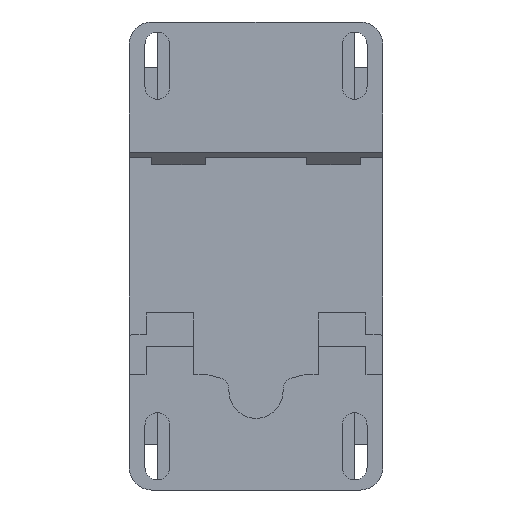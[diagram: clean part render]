
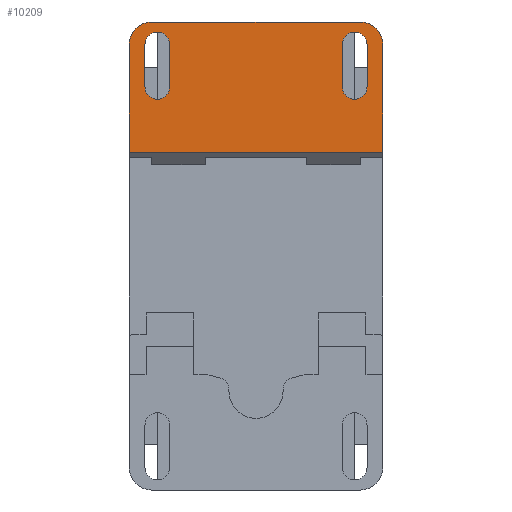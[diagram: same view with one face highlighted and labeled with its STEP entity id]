
A CAD part, front view. The second image highlights one B-rep face of the part: STEP entity #10209.
In plain terms, the highlighted planar face has unit normal (0, -1, 0).
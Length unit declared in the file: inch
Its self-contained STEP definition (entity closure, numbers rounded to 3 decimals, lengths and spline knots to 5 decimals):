
#93 = ORIENTED_EDGE ( 'NONE', *, *, #13563, .T. ) ;
#415 = CARTESIAN_POINT ( 'NONE',  ( -0.77559, -3.12205, 1.1811 ) ) ;
#465 = VERTEX_POINT ( 'NONE', #25359 ) ;
#780 = ORIENTED_EDGE ( 'NONE', *, *, #21039, .F. ) ;
#815 = VERTEX_POINT ( 'NONE', #18560 ) ;
#878 = CIRCLE ( 'NONE', #26845, 0.08661 ) ;
#1024 = DIRECTION ( 'NONE',  ( 0., 0., 1. ) ) ;
#1153 = EDGE_CURVE ( 'NONE', #12982, #465, #17655, .T. ) ;
#1269 = DIRECTION ( 'NONE',  ( 0., 0., -1. ) ) ;
#1412 = VECTOR ( 'NONE', #6010, 39.37008 ) ;
#1549 = VERTEX_POINT ( 'NONE', #23749 ) ;
#2332 = DIRECTION ( 'NONE',  ( 0., 0., 1. ) ) ;
#3058 = CARTESIAN_POINT ( 'NONE',  ( -0.88583, -3.12205, 0.72442 ) ) ;
#3434 = DIRECTION ( 'NONE',  ( 0., 1., 0. ) ) ;
#3478 = FACE_OUTER_BOUND ( 'NONE', #22203, .T. ) ;
#3480 = LINE ( 'NONE', #415, #1412 ) ;
#3725 = ORIENTED_EDGE ( 'NONE', *, *, #9024, .T. ) ;
#3737 = CIRCLE ( 'NONE', #23924, 0.08661 ) ;
#4628 = ORIENTED_EDGE ( 'NONE', *, *, #9170, .T. ) ;
#4660 = DIRECTION ( 'NONE',  ( 0., 0., 1. ) ) ;
#5887 = ORIENTED_EDGE ( 'NONE', *, *, #1153, .T. ) ;
#5913 = EDGE_CURVE ( 'NONE', #1549, #12484, #23141, .T. ) ;
#5962 = CARTESIAN_POINT ( 'NONE',  ( -0.60236, -3.12205, 1.1811 ) ) ;
#6010 = DIRECTION ( 'NONE',  ( 0., 0., 1. ) ) ;
#6721 = CARTESIAN_POINT ( 'NONE',  ( 0.77559, -3.12205, 1.47638 ) ) ;
#7138 = AXIS2_PLACEMENT_3D ( 'NONE', #16676, #30018, #22270 ) ;
#7347 = AXIS2_PLACEMENT_3D ( 'NONE', #16149, #3434, #27139 ) ;
#7395 = CIRCLE ( 'NONE', #12602, 0.08661 ) ;
#7571 = CARTESIAN_POINT ( 'NONE',  ( 0.88583, -3.12205, 1.63386 ) ) ;
#8114 = VERTEX_POINT ( 'NONE', #13801 ) ;
#8159 = EDGE_CURVE ( 'NONE', #31139, #1549, #31593, .T. ) ;
#8655 = ORIENTED_EDGE ( 'NONE', *, *, #19240, .T. ) ;
#8731 = DIRECTION ( 'NONE',  ( 0., 0., 1. ) ) ;
#9024 = EDGE_CURVE ( 'NONE', #12484, #12982, #7395, .T. ) ;
#9104 = DIRECTION ( 'NONE',  ( 0., 0., -1. ) ) ;
#9170 = EDGE_CURVE ( 'NONE', #815, #20676, #32769, .T. ) ;
#9362 = LINE ( 'NONE', #34465, #12301 ) ;
#9522 = CARTESIAN_POINT ( 'NONE',  ( 0.60236, -3.12205, 1.1811 ) ) ;
#9801 = CARTESIAN_POINT ( 'NONE',  ( -0.72835, -3.12205, 1.47638 ) ) ;
#9965 = ORIENTED_EDGE ( 'NONE', *, *, #24421, .F. ) ;
#10166 = CIRCLE ( 'NONE', #31508, 0.15748 ) ;
#10209 = ADVANCED_FACE ( 'NONE', ( #17228, #17040, #3478 ), #27843, .T. ) ;
#10468 = EDGE_CURVE ( 'NONE', #16460, #13466, #22418, .T. ) ;
#10623 = CARTESIAN_POINT ( 'NONE',  ( 0.72835, -3.12205, 1.47638 ) ) ;
#10674 = CARTESIAN_POINT ( 'NONE',  ( -0.68898, -3.12205, 1.47638 ) ) ;
#11455 = CARTESIAN_POINT ( 'NONE',  ( 0.68898, -3.12205, 1.1811 ) ) ;
#11676 = AXIS2_PLACEMENT_3D ( 'NONE', #28043, #11813, #9104 ) ;
#11771 = VECTOR ( 'NONE', #22373, 39.37008 ) ;
#11813 = DIRECTION ( 'NONE',  ( 0., -1., 0. ) ) ;
#12120 = VECTOR ( 'NONE', #1024, 39.37008 ) ;
#12165 = ORIENTED_EDGE ( 'NONE', *, *, #30163, .T. ) ;
#12301 = VECTOR ( 'NONE', #28487, 39.37008 ) ;
#12328 = CARTESIAN_POINT ( 'NONE',  ( -0.68898, -3.12205, 1.56299 ) ) ;
#12484 = VERTEX_POINT ( 'NONE', #27838 ) ;
#12538 = LINE ( 'NONE', #20159, #28500 ) ;
#12602 = AXIS2_PLACEMENT_3D ( 'NONE', #11455, #17031, #8731 ) ;
#12982 = VERTEX_POINT ( 'NONE', #21123 ) ;
#13346 = CARTESIAN_POINT ( 'NONE',  ( -0.88583, -3.12205, 1.63386 ) ) ;
#13350 = ORIENTED_EDGE ( 'NONE', *, *, #10468, .T. ) ;
#13466 = VERTEX_POINT ( 'NONE', #21925 ) ;
#13563 = EDGE_CURVE ( 'NONE', #8114, #21987, #3480, .T. ) ;
#13801 = CARTESIAN_POINT ( 'NONE',  ( -0.77559, -3.12205, 1.1811 ) ) ;
#14056 = ORIENTED_EDGE ( 'NONE', *, *, #24718, .T. ) ;
#14852 = ORIENTED_EDGE ( 'NONE', *, *, #26478, .T. ) ;
#14886 = ORIENTED_EDGE ( 'NONE', *, *, #21519, .T. ) ;
#15110 = DIRECTION ( 'NONE',  ( 0., 0., 1. ) ) ;
#15701 = CARTESIAN_POINT ( 'NONE',  ( -0.68898, -3.12205, 1.47638 ) ) ;
#16149 = CARTESIAN_POINT ( 'NONE',  ( 0.68898, -3.12205, 1.47638 ) ) ;
#16328 = EDGE_LOOP ( 'NONE', ( #8655, #93, #23858, #23795, #14886 ) ) ;
#16381 = ORIENTED_EDGE ( 'NONE', *, *, #5913, .T. ) ;
#16460 = VERTEX_POINT ( 'NONE', #25347 ) ;
#16676 = CARTESIAN_POINT ( 'NONE',  ( -0.68898, -3.12205, 1.1811 ) ) ;
#17031 = DIRECTION ( 'NONE',  ( 0., 1., 0. ) ) ;
#17040 = FACE_BOUND ( 'NONE', #19783, .T. ) ;
#17107 = VERTEX_POINT ( 'NONE', #24195 ) ;
#17228 = FACE_BOUND ( 'NONE', #16328, .T. ) ;
#17655 = LINE ( 'NONE', #9522, #12120 ) ;
#18560 = CARTESIAN_POINT ( 'NONE',  ( -0.72835, -3.12205, 1.63386 ) ) ;
#18960 = DIRECTION ( 'NONE',  ( 0., 0., -1. ) ) ;
#19240 = EDGE_CURVE ( 'NONE', #24245, #8114, #22717, .T. ) ;
#19783 = EDGE_LOOP ( 'NONE', ( #14852, #29640, #16381, #3725, #5887 ) ) ;
#19811 = CARTESIAN_POINT ( 'NONE',  ( 0.68898, -3.12205, 1.47638 ) ) ;
#20159 = CARTESIAN_POINT ( 'NONE',  ( -0.60236, -3.12205, 1.47638 ) ) ;
#20179 = DIRECTION ( 'NONE',  ( 0., 1., 0. ) ) ;
#20582 = VERTEX_POINT ( 'NONE', #31661 ) ;
#20676 = VERTEX_POINT ( 'NONE', #29815 ) ;
#20807 = DIRECTION ( 'NONE',  ( 0., -1., 0. ) ) ;
#21039 = EDGE_CURVE ( 'NONE', #815, #34603, #27403, .T. ) ;
#21123 = CARTESIAN_POINT ( 'NONE',  ( 0.60236, -3.12205, 1.1811 ) ) ;
#21516 = VECTOR ( 'NONE', #18960, 39.37008 ) ;
#21519 = EDGE_CURVE ( 'NONE', #20582, #24245, #12538, .T. ) ;
#21640 = DIRECTION ( 'NONE',  ( 0., -1., 0. ) ) ;
#21925 = CARTESIAN_POINT ( 'NONE',  ( 0.88583, -3.12205, 0.72442 ) ) ;
#21987 = VERTEX_POINT ( 'NONE', #26368 ) ;
#22004 = EDGE_CURVE ( 'NONE', #30716, #20582, #3737, .T. ) ;
#22203 = EDGE_LOOP ( 'NONE', ( #780, #4628, #14056, #13350, #9965, #12165 ) ) ;
#22270 = DIRECTION ( 'NONE',  ( 0., 0., 1. ) ) ;
#22373 = DIRECTION ( 'NONE',  ( 1., 0., 0. ) ) ;
#22418 = LINE ( 'NONE', #3058, #34160 ) ;
#22717 = CIRCLE ( 'NONE', #7138, 0.08661 ) ;
#22765 = DIRECTION ( 'NONE',  ( 1., 0., 0. ) ) ;
#22970 = CARTESIAN_POINT ( 'NONE',  ( 0.72835, -3.12205, 1.63386 ) ) ;
#23141 = LINE ( 'NONE', #6721, #34766 ) ;
#23317 = AXIS2_PLACEMENT_3D ( 'NONE', #19811, #20179, #15110 ) ;
#23749 = CARTESIAN_POINT ( 'NONE',  ( 0.77559, -3.12205, 1.47638 ) ) ;
#23795 = ORIENTED_EDGE ( 'NONE', *, *, #22004, .T. ) ;
#23858 = ORIENTED_EDGE ( 'NONE', *, *, #29796, .T. ) ;
#23924 = AXIS2_PLACEMENT_3D ( 'NONE', #15701, #32153, #4660 ) ;
#24195 = CARTESIAN_POINT ( 'NONE',  ( 0.88583, -3.12205, 1.47638 ) ) ;
#24245 = VERTEX_POINT ( 'NONE', #5962 ) ;
#24421 = EDGE_CURVE ( 'NONE', #17107, #13466, #30117, .T. ) ;
#24718 = EDGE_CURVE ( 'NONE', #20676, #16460, #9362, .T. ) ;
#25034 = CIRCLE ( 'NONE', #23317, 0.08661 ) ;
#25347 = CARTESIAN_POINT ( 'NONE',  ( -0.88583, -3.12205, 0.72442 ) ) ;
#25359 = CARTESIAN_POINT ( 'NONE',  ( 0.60236, -3.12205, 1.47638 ) ) ;
#26368 = CARTESIAN_POINT ( 'NONE',  ( -0.77559, -3.12205, 1.47638 ) ) ;
#26400 = DIRECTION ( 'NONE',  ( 0., 0., -1. ) ) ;
#26478 = EDGE_CURVE ( 'NONE', #465, #31139, #25034, .T. ) ;
#26845 = AXIS2_PLACEMENT_3D ( 'NONE', #10674, #30339, #2332 ) ;
#27139 = DIRECTION ( 'NONE',  ( 0., 0., 1. ) ) ;
#27403 = LINE ( 'NONE', #13346, #11771 ) ;
#27838 = CARTESIAN_POINT ( 'NONE',  ( 0.77559, -3.12205, 1.1811 ) ) ;
#27843 = PLANE ( 'NONE',  #11676 ) ;
#27905 = DIRECTION ( 'NONE',  ( 0., 0., -1. ) ) ;
#28043 = CARTESIAN_POINT ( 'NONE',  ( -0.88583, -3.12205, 1.63386 ) ) ;
#28487 = DIRECTION ( 'NONE',  ( 0., 0., -1. ) ) ;
#28500 = VECTOR ( 'NONE', #27905, 39.37008 ) ;
#29640 = ORIENTED_EDGE ( 'NONE', *, *, #8159, .T. ) ;
#29796 = EDGE_CURVE ( 'NONE', #21987, #30716, #878, .T. ) ;
#29815 = CARTESIAN_POINT ( 'NONE',  ( -0.88583, -3.12205, 1.47638 ) ) ;
#30018 = DIRECTION ( 'NONE',  ( 0., 1., 0. ) ) ;
#30117 = LINE ( 'NONE', #7571, #21516 ) ;
#30163 = EDGE_CURVE ( 'NONE', #17107, #34603, #10166, .T. ) ;
#30339 = DIRECTION ( 'NONE',  ( 0., 1., 0. ) ) ;
#30716 = VERTEX_POINT ( 'NONE', #12328 ) ;
#31139 = VERTEX_POINT ( 'NONE', #33419 ) ;
#31508 = AXIS2_PLACEMENT_3D ( 'NONE', #10623, #21640, #35536 ) ;
#31593 = CIRCLE ( 'NONE', #7347, 0.08661 ) ;
#31661 = CARTESIAN_POINT ( 'NONE',  ( -0.60236, -3.12205, 1.47638 ) ) ;
#32153 = DIRECTION ( 'NONE',  ( 0., 1., 0. ) ) ;
#32205 = AXIS2_PLACEMENT_3D ( 'NONE', #9801, #20807, #26400 ) ;
#32769 = CIRCLE ( 'NONE', #32205, 0.15748 ) ;
#33419 = CARTESIAN_POINT ( 'NONE',  ( 0.68898, -3.12205, 1.56299 ) ) ;
#34160 = VECTOR ( 'NONE', #22765, 39.37008 ) ;
#34465 = CARTESIAN_POINT ( 'NONE',  ( -0.88583, -3.12205, 1.63386 ) ) ;
#34603 = VERTEX_POINT ( 'NONE', #22970 ) ;
#34766 = VECTOR ( 'NONE', #1269, 39.37008 ) ;
#35536 = DIRECTION ( 'NONE',  ( 0., 0., -1. ) ) ;
